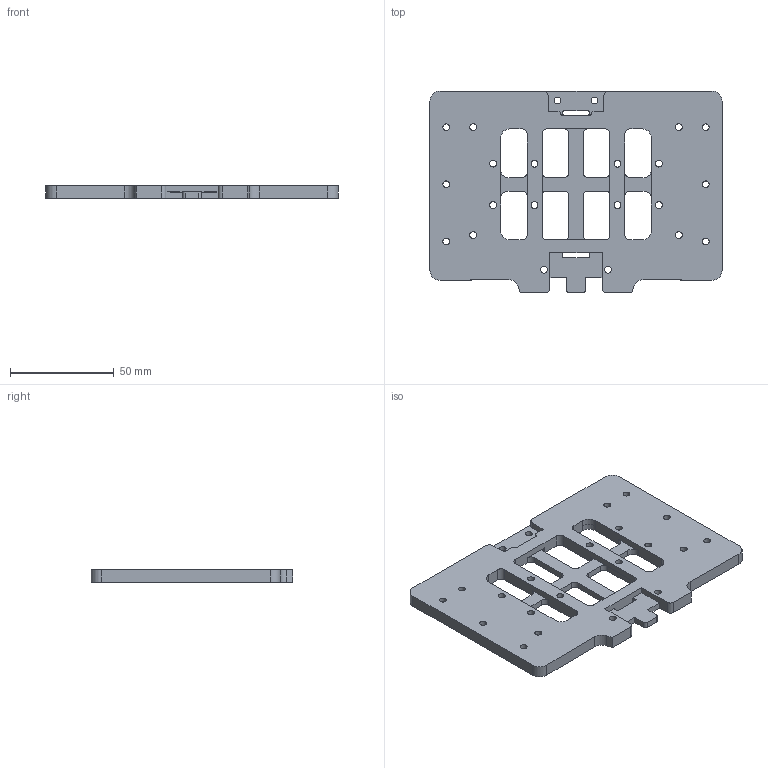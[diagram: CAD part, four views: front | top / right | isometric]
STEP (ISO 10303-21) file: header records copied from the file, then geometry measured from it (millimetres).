
FILE_DESCRIPTION(/* description */ (''),/* implementation_level */ '2;1');
FILE_NAME(/* name */ 'Test Printed Bed Carriage.step',/* time_stamp */ '2023-09-23T01:17:03Z',/* author */ (''),/* organization */ (''),/* preprocessor_version */ 'ST-DEVELOPER v19.2',/* originating_system */ 'Autodesk Translation Framework v12.6.0.85',/* authorisation */ '');
FILE_SCHEMA (('AUTOMOTIVE_DESIGN { 1 0 10303 214 3 1 1 }'));
Length unit declared in the file: millimetre
Products named in the file (1): Test Printed Bed Carriage
Bounding box: 140.85 x 97.36 x 6 mm (x, y, z)
Volume: 58669 mm3; surface area: 28301.8 mm2
Topology: 1 solids, 1 shells, 153 faces, 472 edges, 314 vertices
Faces by surface type: cylinder 86, plane 67
Full cylindrical faces by diameter (mm): 3.3 x18, 3.33 x2
Entity records: 5491 total; most frequent: DIRECTION 953, ORIENTED_EDGE 944, CARTESIAN_POINT 940, EDGE_CURVE 472, AXIS2_PLACEMENT_3D 327, VERTEX_POINT 314, LINE 299, VECTOR 299
